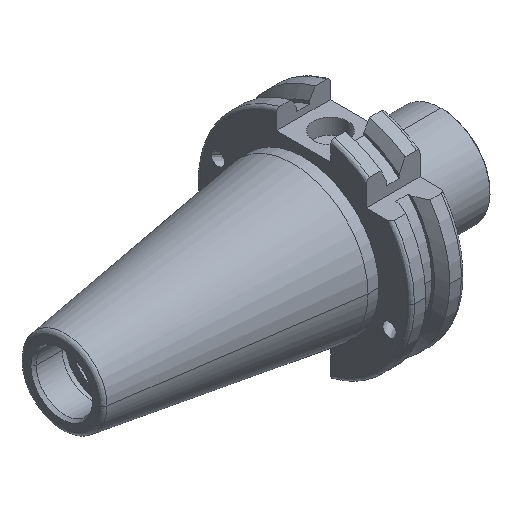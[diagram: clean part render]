
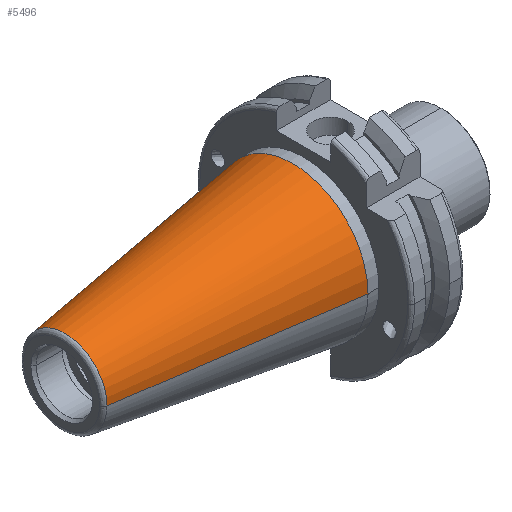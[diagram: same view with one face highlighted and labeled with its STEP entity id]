
A CAD part, isometric view. The second image highlights one B-rep face of the part: STEP entity #5496.
In plain terms, the highlighted free-form (B-spline) face has degree [1, 3] with [2, 7] control points.
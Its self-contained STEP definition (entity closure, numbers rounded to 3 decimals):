
#75 = CARTESIAN_POINT ( 'NONE',  ( 0., -13.019, 22.225 ) ) ;
#89 = CARTESIAN_POINT ( 'NONE',  ( 0., 22.225, 13.019 ) ) ;
#106 = FACE_OUTER_BOUND ( 'NONE', #1527, .T. ) ;
#185 =( BOUNDED_CURVE ( )  B_SPLINE_CURVE ( 3, ( #2453, #2026, #4630, #1568 ),
 .UNSPECIFIED., .F., .F. ) 
 B_SPLINE_CURVE_WITH_KNOTS ( ( 4, 4 ),
 ( 0., 3.142 ),
 .UNSPECIFIED. ) 
 CURVE ( )  GEOMETRIC_REPRESENTATION_ITEM ( )  RATIONAL_B_SPLINE_CURVE ( ( 0.961, 0.32, 0.32, 0.961 ) ) 
 REPRESENTATION_ITEM ( '' )  );
#198 = VERTEX_POINT ( 'NONE', #2268 ) ;
#499 = VERTEX_POINT ( 'NONE', #3570 ) ;
#517 = CARTESIAN_POINT ( 'NONE',  ( 0., -22.225, 0. ) ) ;
#927 = EDGE_CURVE ( 'NONE', #198, #4938, #185, .T. ) ;
#963 = CARTESIAN_POINT ( 'NONE',  ( -67.373, 7.264, 12.4 ) ) ;
#1347 = ORIENTED_EDGE ( 'NONE', *, *, #927, .F. ) ;
#1403 = CARTESIAN_POINT ( 'NONE',  ( -67.373, -7.264, 12.4 ) ) ;
#1426 = EDGE_CURVE ( 'NONE', #499, #3545, #1912, .T. ) ;
#1453 = CARTESIAN_POINT ( 'NONE',  ( 0., -22.225, 13.019 ) ) ;
#1527 = EDGE_LOOP ( 'NONE', ( #3560, #2721, #2490, #1347 ) ) ;
#1568 = CARTESIAN_POINT ( 'NONE',  ( -67.373, 12.4, 0. ) ) ;
#1798 = B_SPLINE_CURVE_WITH_KNOTS ( 'NONE', 1,
 ( #1930, #4573 ),
 .UNSPECIFIED., .F., .F.,
 ( 2, 2 ),
 ( -1., 0. ),
 .UNSPECIFIED. ) ;
#1809 =( BOUNDED_SURFACE ( )  B_SPLINE_SURFACE ( 1, 3, ( 
 ( #4878, #3604, #963, #4046, #1403, #4459, #1851 ),
 ( #4902, #2285, #5325, #2737, #75, #3178, #517 ) ),
 .UNSPECIFIED., .F., .F., .F. ) 
 B_SPLINE_SURFACE_WITH_KNOTS ( ( 2, 2 ),
 ( 4, 3, 4 ),
 ( 0., 1. ),
 ( 0., 0.5, 1. ),
 .UNSPECIFIED. ) 
 GEOMETRIC_REPRESENTATION_ITEM ( )  RATIONAL_B_SPLINE_SURFACE ( (
 ( 1., 0.805, 0.805, 1., 0.805, 0.805, 1.),
 ( 1., 0.805, 0.805, 1., 0.805, 0.805, 1.) ) ) 
 REPRESENTATION_ITEM ( '' )  SURFACE ( )  );
#1851 = CARTESIAN_POINT ( 'NONE',  ( -67.373, -12.4, 0. ) ) ;
#1855 = B_SPLINE_CURVE_WITH_KNOTS ( 'NONE', 1,
 ( #4192, #2478 ),
 .UNSPECIFIED., .F., .F.,
 ( 2, 2 ),
 ( -1., 0. ),
 .UNSPECIFIED. ) ;
#1894 = CARTESIAN_POINT ( 'NONE',  ( 0., 22.225, 0. ) ) ;
#1912 =( BOUNDED_CURVE ( )  B_SPLINE_CURVE ( 3, ( #4923, #1453, #4148, #5309, #2751, #89, #2265 ),
 .UNSPECIFIED., .F., .F. ) 
 B_SPLINE_CURVE_WITH_KNOTS ( ( 4, 3, 4 ),
 ( -3.142, -1.571, 0. ),
 .UNSPECIFIED. ) 
 CURVE ( )  GEOMETRIC_REPRESENTATION_ITEM ( )  RATIONAL_B_SPLINE_CURVE ( ( 1., 0.805, 0.805, 1., 0.805, 0.805, 1. ) ) 
 REPRESENTATION_ITEM ( '' )  );
#1930 = CARTESIAN_POINT ( 'NONE',  ( -67.373, 12.4, 0. ) ) ;
#2026 = CARTESIAN_POINT ( 'NONE',  ( -67.373, -12.4, 24.799 ) ) ;
#2265 = CARTESIAN_POINT ( 'NONE',  ( 0., 22.225, 0. ) ) ;
#2268 = CARTESIAN_POINT ( 'NONE',  ( -67.373, -12.4, 0. ) ) ;
#2285 = CARTESIAN_POINT ( 'NONE',  ( 0., 22.225, 13.019 ) ) ;
#2427 = CARTESIAN_POINT ( 'NONE',  ( -67.373, 12.4, 0. ) ) ;
#2453 = CARTESIAN_POINT ( 'NONE',  ( -67.373, -12.4, 0. ) ) ;
#2478 = CARTESIAN_POINT ( 'NONE',  ( -67.373, -12.4, 0. ) ) ;
#2490 = ORIENTED_EDGE ( 'NONE', *, *, #5544, .F. ) ;
#2721 = ORIENTED_EDGE ( 'NONE', *, *, #1426, .T. ) ;
#2726 = EDGE_CURVE ( 'NONE', #499, #198, #1855, .T. ) ;
#2737 = CARTESIAN_POINT ( 'NONE',  ( 0., 0., 22.225 ) ) ;
#2751 = CARTESIAN_POINT ( 'NONE',  ( 0., 13.019, 22.225 ) ) ;
#3178 = CARTESIAN_POINT ( 'NONE',  ( 0., -22.225, 13.019 ) ) ;
#3545 = VERTEX_POINT ( 'NONE', #1894 ) ;
#3560 = ORIENTED_EDGE ( 'NONE', *, *, #2726, .F. ) ;
#3570 = CARTESIAN_POINT ( 'NONE',  ( 0., -22.225, 0. ) ) ;
#3604 = CARTESIAN_POINT ( 'NONE',  ( -67.373, 12.4, 7.264 ) ) ;
#4046 = CARTESIAN_POINT ( 'NONE',  ( -67.373, 0., 12.4 ) ) ;
#4148 = CARTESIAN_POINT ( 'NONE',  ( 0., -13.019, 22.225 ) ) ;
#4192 = CARTESIAN_POINT ( 'NONE',  ( 0., -22.225, 0. ) ) ;
#4459 = CARTESIAN_POINT ( 'NONE',  ( -67.373, -12.4, 7.264 ) ) ;
#4573 = CARTESIAN_POINT ( 'NONE',  ( 0., 22.225, 0. ) ) ;
#4630 = CARTESIAN_POINT ( 'NONE',  ( -67.373, 12.4, 24.799 ) ) ;
#4878 = CARTESIAN_POINT ( 'NONE',  ( -67.373, 12.4, 0. ) ) ;
#4902 = CARTESIAN_POINT ( 'NONE',  ( 0., 22.225, 0. ) ) ;
#4923 = CARTESIAN_POINT ( 'NONE',  ( 0., -22.225, 0. ) ) ;
#4938 = VERTEX_POINT ( 'NONE', #2427 ) ;
#5309 = CARTESIAN_POINT ( 'NONE',  ( 0., 0., 22.225 ) ) ;
#5325 = CARTESIAN_POINT ( 'NONE',  ( 0., 13.019, 22.225 ) ) ;
#5496 = ADVANCED_FACE ( 'NONE', ( #106 ), #1809, .F. ) ;
#5544 = EDGE_CURVE ( 'NONE', #4938, #3545, #1798, .T. ) ;
